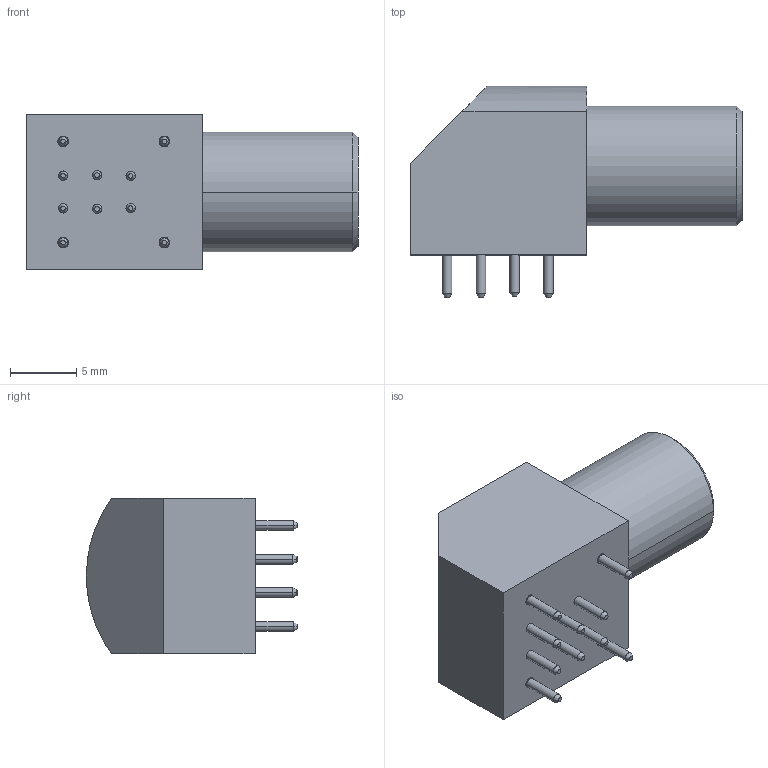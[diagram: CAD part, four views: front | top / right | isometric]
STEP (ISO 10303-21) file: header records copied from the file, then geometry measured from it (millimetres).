
FILE_DESCRIPTION(('STEP AP242'),'1');
FILE_NAME('epg_0b_306_hln.stp','2022-12-04T08:03:55',('TraceParts'),('TraceParts S.A.'),'Spatial InterOp 3D',' ',' ');
FILE_SCHEMA(('AP242_MANAGED_MODEL_BASED_3D_ENGINEERING_MIM_LF {1 0 10303 442 1 1 4}'));
Length unit declared in the file: millimetre
Products named in the file (1): epg_0b_306_hln
Bounding box: 25 x 15.9 x 11.7 mm (x, y, z)
Volume: 2473.1 mm3; surface area: 1226.7 mm2
Topology: 1 solids, 1 shells, 71 faces, 144 edges, 86 vertices
Faces by surface type: cone 30, cylinder 24, plane 17
Entity records: 2448 total; most frequent: DIRECTION 366, CARTESIAN_POINT 302, ORIENTED_EDGE 288, AXIS2_PLACEMENT_3D 150, EDGE_CURVE 144, VERTEX_POINT 86, EDGE_LOOP 82, CIRCLE 76
